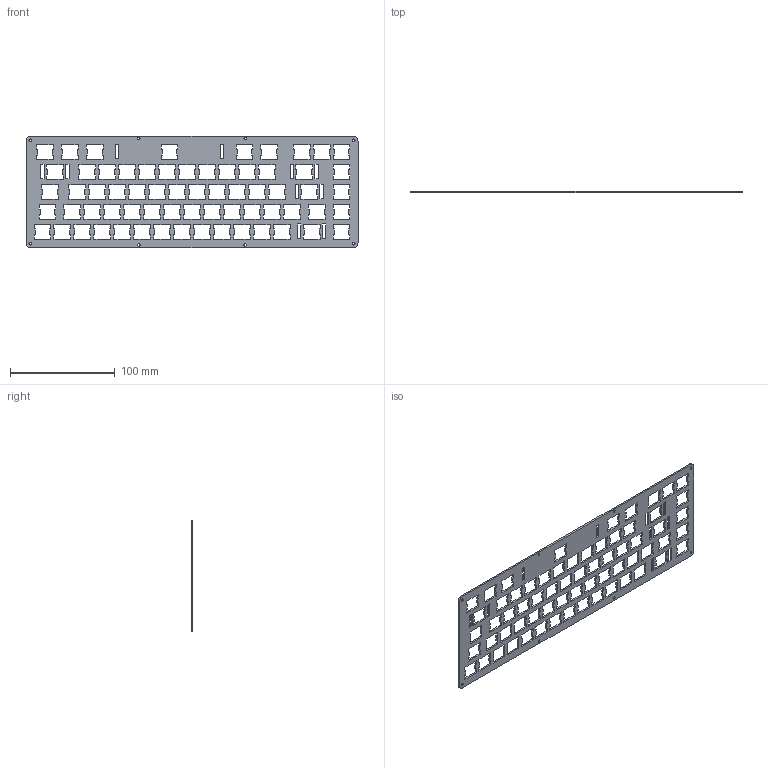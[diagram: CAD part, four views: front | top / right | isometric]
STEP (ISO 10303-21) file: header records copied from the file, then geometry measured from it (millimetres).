
FILE_DESCRIPTION (( 'STEP AP203' ), '1' );
FILE_NAME ('Plate, Switch, Jack of all Trades.STEP', '2016-03-02T06:29:43', ( 'bmuzzin' ), ( '' ), 'SwSTEP 2.0', 'SolidWorks 2015', '' );
FILE_SCHEMA (( 'CONFIG_CONTROL_DESIGN' ));
Length unit declared in the file: inch
Products named in the file (1): Plate, Switch, Jack of all Trades
Bounding box: 317 x 1.59 x 106.81 mm (x, y, z)
Volume: 30750.2 mm3; surface area: 47404.7 mm2
Topology: 1 solids, 1 shells, 874 faces, 2600 edges, 1728 vertices
Faces by surface type: plane 838, cylinder 20, cone 16
Entity records: 29127 total; most frequent: CARTESIAN_POINT 5203, ORIENTED_EDGE 5200, DIRECTION 4406, EDGE_CURVE 2600, LINE 2544, VECTOR 2544, VERTEX_POINT 1728, EDGE_LOOP 1042
